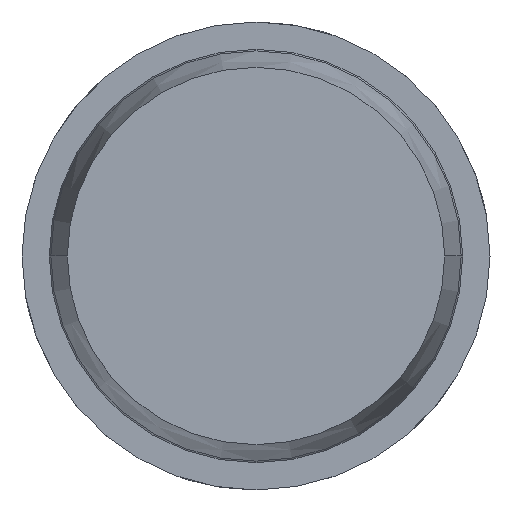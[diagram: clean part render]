
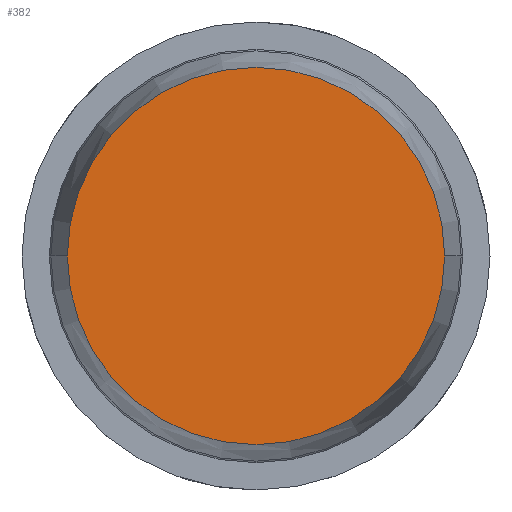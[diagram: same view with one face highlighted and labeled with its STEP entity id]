
A CAD part, front view. The second image highlights one B-rep face of the part: STEP entity #382.
In plain terms, the highlighted planar face has unit normal (0, -1, 0).
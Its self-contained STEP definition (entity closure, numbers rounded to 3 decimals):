
#49 = EDGE_CURVE ( 'Defeature ausgef�hrt1_0+Defeature ausgef�hrt1_10+Defeature ausgef�hrt1_10+Defeature ausgef�hrt1_10', #1086, #1209, #2325, .T. ) ;
#92 = FACE_OUTER_BOUND ( 'NONE', #519, .T. ) ;
#102 = DIRECTION ( 'NONE',  ( 1., 0., 0. ) ) ;
#382 = ADVANCED_FACE ( 'Defeature ausgef�hrt1_0', ( #92 ), #3384, .T. ) ;
#428 = CARTESIAN_POINT ( 'NONE',  ( -1.209, -19., 0. ) ) ;
#519 = EDGE_LOOP ( 'NONE', ( #2416, #2360 ) ) ;
#857 = AXIS2_PLACEMENT_3D ( 'NONE', #1603, #1622, #102 ) ;
#1086 = VERTEX_POINT ( 'NONE', #2460 ) ;
#1209 = VERTEX_POINT ( 'NONE', #428 ) ;
#1301 = CIRCLE ( 'NONE', #1821, 1.209 ) ;
#1598 = CARTESIAN_POINT ( 'NONE',  ( 0., -19., 0. ) ) ;
#1603 = CARTESIAN_POINT ( 'NONE',  ( 0., -19., 0. ) ) ;
#1615 = DIRECTION ( 'NONE',  ( 0., -1., 0. ) ) ;
#1622 = DIRECTION ( 'NONE',  ( 0., -1., 0. ) ) ;
#1806 = EDGE_CURVE ( 'Defeature ausgef�hrt1_0+Defeature ausgef�hrt1_10+Defeature ausgef�hrt1_10+Defeature ausgef�hrt1_10', #1209, #1086, #1301, .T. ) ;
#1821 = AXIS2_PLACEMENT_3D ( 'NONE', #2941, #2570, #3261 ) ;
#2325 = CIRCLE ( 'NONE', #857, 1.209 ) ;
#2360 = ORIENTED_EDGE ( 'NONE', *, *, #49, .T. ) ;
#2416 = ORIENTED_EDGE ( 'NONE', *, *, #1806, .T. ) ;
#2460 = CARTESIAN_POINT ( 'NONE',  ( 1.209, -19., 0. ) ) ;
#2570 = DIRECTION ( 'NONE',  ( 0., -1., 0. ) ) ;
#2848 = DIRECTION ( 'NONE',  ( 1., 0., 0. ) ) ;
#2941 = CARTESIAN_POINT ( 'NONE',  ( 0., -19., 0. ) ) ;
#3164 = AXIS2_PLACEMENT_3D ( 'NONE', #1598, #1615, #2848 ) ;
#3261 = DIRECTION ( 'NONE',  ( 1., 0., 0. ) ) ;
#3384 = PLANE ( 'NONE',  #3164 ) ;
